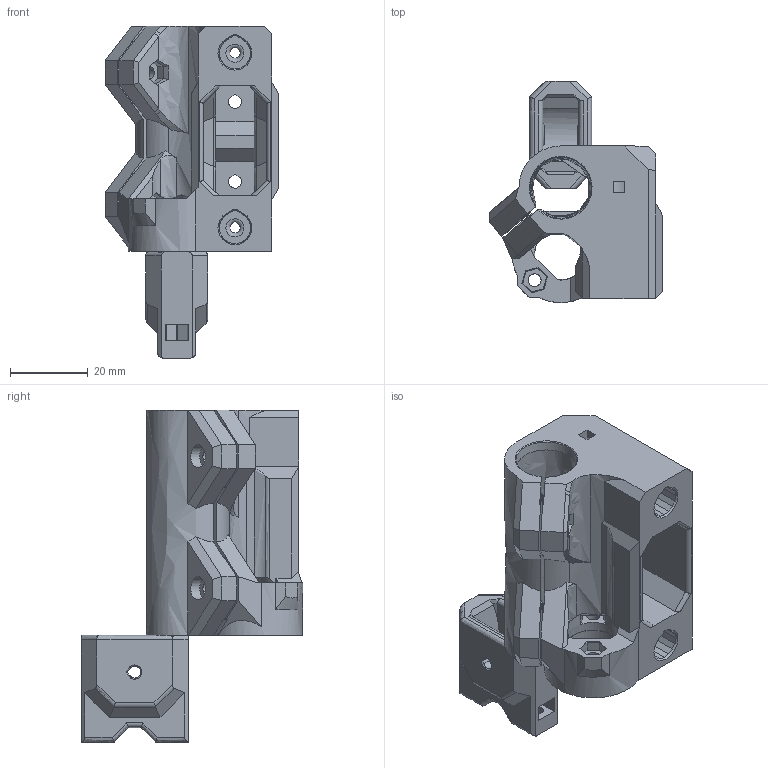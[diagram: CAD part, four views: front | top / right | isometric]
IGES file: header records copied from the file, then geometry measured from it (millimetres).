
Global section: file name: X Idler Tensioner_v3; native system: unknown; preprocessor: unknown; author: unknown; organization: unknown; date: 20200923.180117; units: millimetre
Bounding box: 44.79 x 57 x 85.5 mm (x, y, z)
Volume: 48349.9 mm3; surface area: 23577.3 mm2
Topology: 2 solids, 10 shells, 516 faces, 1326 edges, 844 vertices
Faces by surface type: bspline 516
